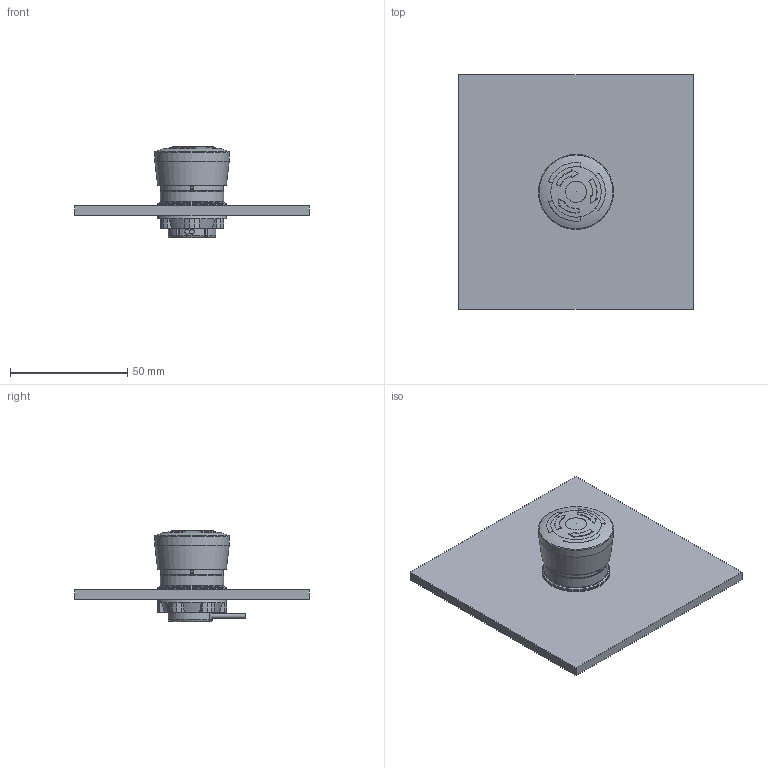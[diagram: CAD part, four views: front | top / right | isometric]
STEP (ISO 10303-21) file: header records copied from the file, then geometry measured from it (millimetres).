
FILE_DESCRIPTION(/* description */ ('Unknown','CAx-IF Rec.Pracs.---Representation and Presentation of Product Manufacturing Information (PMI)---4.0---2014-10-13','CAx-IF Rec.Pracs.---3D Tessellated Geometry---0.4---2014-09-14','2;1'),/* implementation_level */ '2;1');
FILE_NAME(/* name */ '84-6220.0040_Stop Switch_R',/* time_stamp */ '2023-09-26T17:27:34+02:00',/* author */ ('Unknown'),/* organization */ ('Unknown'),/* preprocessor_version */ 'ST-DEVELOPER v16.7',/* originating_system */ 'DEX',/* authorisation */ $);
FILE_SCHEMA (('AP242_MANAGED_MODEL_BASED_3D_ENGINEERING_MIM_LF { 1 0 10303 442 20130219 1 4 }'));
Length unit declared in the file: millimetre
Products named in the file (10): 84-6220.0040_Stop Switch_R; 84-6220.0040_Stop Switch_oa_0; Druckhaube compact befettet gr,we,gr_00576293; Lichtleiter_weiss_KNA_00452230; Haube_KNA_00452229; Schraubring_00301237; Gehäuse_00601566; Abdeckung_KNA_00452240; 282388_000283365_000283367_000283369; Panel_R_D1-22_B-4mm_00584775
Assembly tree (9 placements, depth 4):
  84-6220.0040_Stop Switch_R
    84-6220.0040_Stop Switch_oa_0
      Druckhaube compact befettet gr,we,gr_00576293
        Lichtleiter_weiss_KNA_00452230
        Haube_KNA_00452229
      Schraubring_00301237
      Gehäuse_00601566
      Abdeckung_KNA_00452240
      282388_000283365_000283367_000283369
    Panel_R_D1-22_B-4mm_00584775
Bounding box: 100 x 100 x 38.84 mm (x, y, z)
Volume: 49381.8 mm3; surface area: 37428 mm2
Topology: 9 solids, 9 shells, 1157 faces, 2999 edges, 1829 vertices
Faces by surface type: plane 305, cylinder 275, bspline 206, torus 181, cone 129, sphere 61
Full cylindrical faces by diameter (mm): 1 x6, 1.2 x2, 2 x8, 19.201 x1, 20.55 x1, 20.96 x1, 22 x2, 22.28 x4, 25.2 x2, 26 x1, 26.07 x1, 26.5 x1, 26.8 x1, 27.2 x2, 29 x2
Entity records: 38858 total; most frequent: CARTESIAN_POINT 13297, ORIENTED_EDGE 5608, DIRECTION 4800, EDGE_CURVE 2804, AXIS2_PLACEMENT_3D 2034, VERTEX_POINT 1775, EDGE_LOOP 1291, FACE_BOUND 1291
